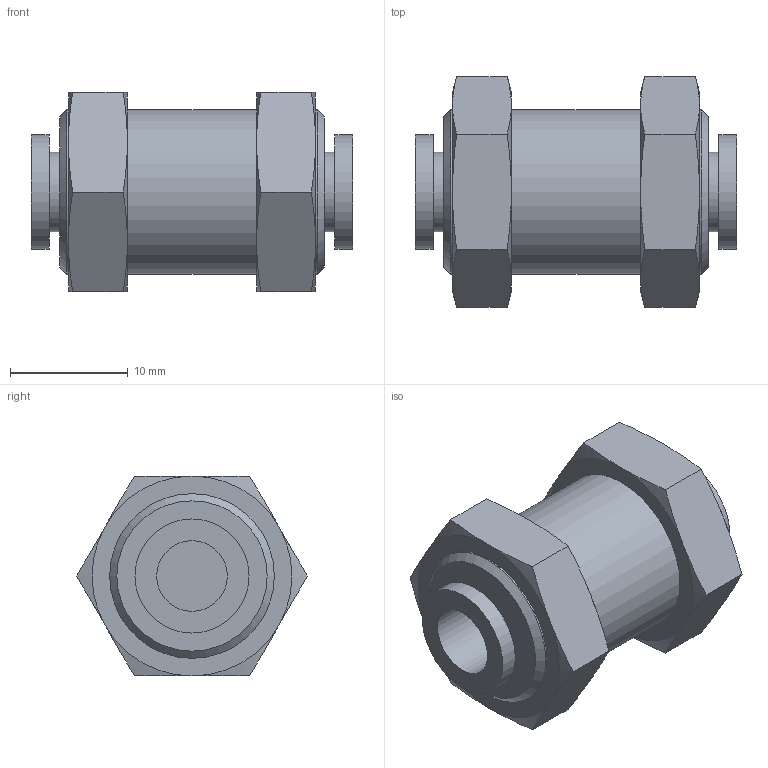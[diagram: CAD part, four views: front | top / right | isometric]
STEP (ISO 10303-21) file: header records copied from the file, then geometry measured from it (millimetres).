
FILE_DESCRIPTION( ( 'STEP AP214' ), '1' );
FILE_NAME( 'KQ2E06-00A.stp', '2020-03-20T11:31:12', ( 'License CC BY-ND 4.0' ), ( 'CADENAS' ), ' ', 'PARTsolutions', ' ' );
FILE_SCHEMA( ( 'AUTOMOTIVE_DESIGN { 1 0 10303 214 1 1 1 1 }' ) );
Length unit declared in the file: millimetre
Products named in the file (3): KQ2E06-00A; _KQ2E06-00_BODY_KQ; _KQ2E06-00_NUT_KQ
Assembly tree (3 placements, depth 2):
  KQ2E06-00A
    _KQ2E06-00_BODY_KQ
    _KQ2E06-00_NUT_KQ  x2
Bounding box: 27.3 x 19.63 x 17 mm (x, y, z)
Volume: 4140.3 mm3; surface area: 3442.9 mm2
Topology: 3 solids, 3 shells, 63 faces, 123 edges, 72 vertices
Faces by surface type: cone 30, plane 24, cylinder 9
Full cylindrical faces by diameter (mm): 6 x2, 6.8 x2, 9.7 x2, 12.917 x2, 14 x1
Entity records: 1340 total; most frequent: CARTESIAN_POINT 230, DIRECTION 158, ORIENTED_EDGE 124, AXIS2_PLACEMENT_3D 76, EDGE_CURVE 62, EDGE_LOOP 60, FACE_OUTER_BOUND 48, VERTEX_POINT 44
